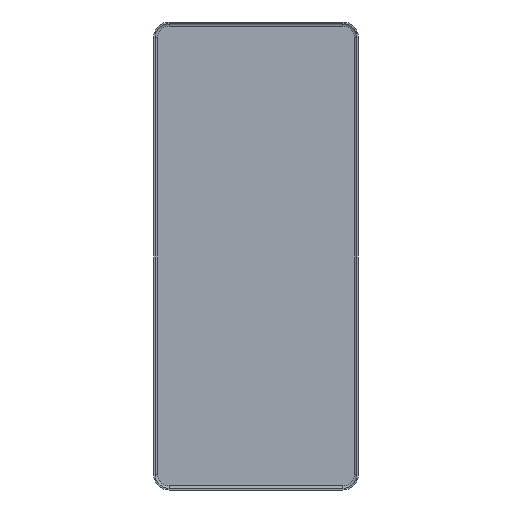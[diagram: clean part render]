
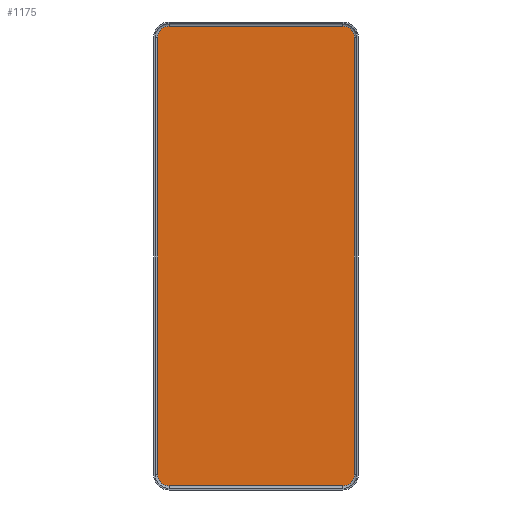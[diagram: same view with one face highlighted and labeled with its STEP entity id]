
A CAD part, front view. The second image highlights one B-rep face of the part: STEP entity #1175.
In plain terms, the highlighted planar face has unit normal (0, -1, 0).
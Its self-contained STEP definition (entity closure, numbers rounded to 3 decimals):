
#15 = CARTESIAN_POINT ( 'NONE',  ( -18.9, -0.3, -42. ) ) ;
#18 = DIRECTION ( 'NONE',  ( -1., 0., 0. ) ) ;
#49 = DIRECTION ( 'NONE',  ( 1., 0., 0. ) ) ;
#65 = CARTESIAN_POINT ( 'NONE',  ( -16.7, -0.3, 44.2 ) ) ;
#75 = VERTEX_POINT ( 'NONE', #1054 ) ;
#94 = DIRECTION ( 'NONE',  ( 0., -1., 0. ) ) ;
#107 = DIRECTION ( 'NONE',  ( 0., 0., 1. ) ) ;
#111 = CARTESIAN_POINT ( 'NONE',  ( 16.7, -0.3, 42. ) ) ;
#179 = DIRECTION ( 'NONE',  ( 0., 0., -1. ) ) ;
#206 = ORIENTED_EDGE ( 'NONE', *, *, #1090, .F. ) ;
#220 = VERTEX_POINT ( 'NONE', #376 ) ;
#250 = EDGE_CURVE ( 'NONE', #836, #950, #735, .T. ) ;
#294 = EDGE_CURVE ( 'NONE', #75, #346, #915, .T. ) ;
#316 = EDGE_CURVE ( 'NONE', #1168, #867, #478, .T. ) ;
#342 = LINE ( 'NONE', #709, #683 ) ;
#346 = VERTEX_POINT ( 'NONE', #583 ) ;
#357 = EDGE_CURVE ( 'NONE', #465, #836, #681, .T. ) ;
#376 = CARTESIAN_POINT ( 'NONE',  ( -16.7, -0.3, 44.2 ) ) ;
#393 = DIRECTION ( 'NONE',  ( 0., 1., 0. ) ) ;
#403 = CARTESIAN_POINT ( 'NONE',  ( 16.7, -0.3, -44.2 ) ) ;
#407 = DIRECTION ( 'NONE',  ( 0., 1., 0. ) ) ;
#421 = DIRECTION ( 'NONE',  ( 0., 0., 1. ) ) ;
#422 = LINE ( 'NONE', #65, #799 ) ;
#425 = CARTESIAN_POINT ( 'NONE',  ( -16.7, -0.3, -42. ) ) ;
#426 = CARTESIAN_POINT ( 'NONE',  ( 18.9, -0.3, -42. ) ) ;
#460 = EDGE_LOOP ( 'NONE', ( #761, #472, #760, #941, #584, #594, #713, #206 ) ) ;
#465 = VERTEX_POINT ( 'NONE', #426 ) ;
#472 = ORIENTED_EDGE ( 'NONE', *, *, #493, .F. ) ;
#478 = LINE ( 'NONE', #15, #989 ) ;
#493 = EDGE_CURVE ( 'NONE', #220, #75, #422, .T. ) ;
#510 = CARTESIAN_POINT ( 'NONE',  ( -16.7, -0.3, 42. ) ) ;
#515 = VECTOR ( 'NONE', #18, 1000. ) ;
#583 = CARTESIAN_POINT ( 'NONE',  ( 18.9, -0.3, 42. ) ) ;
#584 = ORIENTED_EDGE ( 'NONE', *, *, #869, .F. ) ;
#594 = ORIENTED_EDGE ( 'NONE', *, *, #250, .F. ) ;
#646 = AXIS2_PLACEMENT_3D ( 'NONE', #510, #791, #421 ) ;
#681 = CIRCLE ( 'NONE', #1063, 2.2 ) ;
#683 = VECTOR ( 'NONE', #179, 1000. ) ;
#709 = CARTESIAN_POINT ( 'NONE',  ( 18.9, -0.3, 42. ) ) ;
#713 = ORIENTED_EDGE ( 'NONE', *, *, #357, .F. ) ;
#735 = LINE ( 'NONE', #933, #515 ) ;
#760 = ORIENTED_EDGE ( 'NONE', *, *, #893, .F. ) ;
#761 = ORIENTED_EDGE ( 'NONE', *, *, #294, .F. ) ;
#764 = CARTESIAN_POINT ( 'NONE',  ( -18.9, -0.3, 42. ) ) ;
#765 = DIRECTION ( 'NONE',  ( 0., 1., 0. ) ) ;
#790 = AXIS2_PLACEMENT_3D ( 'NONE', #111, #94, #925 ) ;
#791 = DIRECTION ( 'NONE',  ( 0., 1., 0. ) ) ;
#799 = VECTOR ( 'NONE', #49, 1000. ) ;
#801 = CIRCLE ( 'NONE', #646, 2.2 ) ;
#836 = VERTEX_POINT ( 'NONE', #403 ) ;
#837 = FACE_OUTER_BOUND ( 'NONE', #460, .T. ) ;
#859 = CARTESIAN_POINT ( 'NONE',  ( 16.7, -0.3, 42. ) ) ;
#867 = VERTEX_POINT ( 'NONE', #764 ) ;
#869 = EDGE_CURVE ( 'NONE', #950, #1168, #1153, .T. ) ;
#882 = DIRECTION ( 'NONE',  ( 0., 0., 1. ) ) ;
#893 = EDGE_CURVE ( 'NONE', #867, #220, #801, .T. ) ;
#915 = CIRCLE ( 'NONE', #932, 2.2 ) ;
#920 = PLANE ( 'NONE',  #790 ) ;
#925 = DIRECTION ( 'NONE',  ( 0., 0., -1. ) ) ;
#932 = AXIS2_PLACEMENT_3D ( 'NONE', #859, #765, #944 ) ;
#933 = CARTESIAN_POINT ( 'NONE',  ( 16.7, -0.3, -44.2 ) ) ;
#941 = ORIENTED_EDGE ( 'NONE', *, *, #316, .F. ) ;
#944 = DIRECTION ( 'NONE',  ( 0., 0., 1. ) ) ;
#950 = VERTEX_POINT ( 'NONE', #1058 ) ;
#989 = VECTOR ( 'NONE', #107, 1000. ) ;
#1017 = CARTESIAN_POINT ( 'NONE',  ( 16.7, -0.3, -42. ) ) ;
#1022 = CARTESIAN_POINT ( 'NONE',  ( -18.9, -0.3, -42. ) ) ;
#1026 = DIRECTION ( 'NONE',  ( 0., 0., 1. ) ) ;
#1054 = CARTESIAN_POINT ( 'NONE',  ( 16.7, -0.3, 44.2 ) ) ;
#1058 = CARTESIAN_POINT ( 'NONE',  ( -16.7, -0.3, -44.2 ) ) ;
#1063 = AXIS2_PLACEMENT_3D ( 'NONE', #1017, #393, #1026 ) ;
#1090 = EDGE_CURVE ( 'NONE', #346, #465, #342, .T. ) ;
#1153 = CIRCLE ( 'NONE', #1172, 2.2 ) ;
#1168 = VERTEX_POINT ( 'NONE', #1022 ) ;
#1172 = AXIS2_PLACEMENT_3D ( 'NONE', #425, #407, #882 ) ;
#1175 = ADVANCED_FACE ( 'NONE', ( #837 ), #920, .T. ) ;
